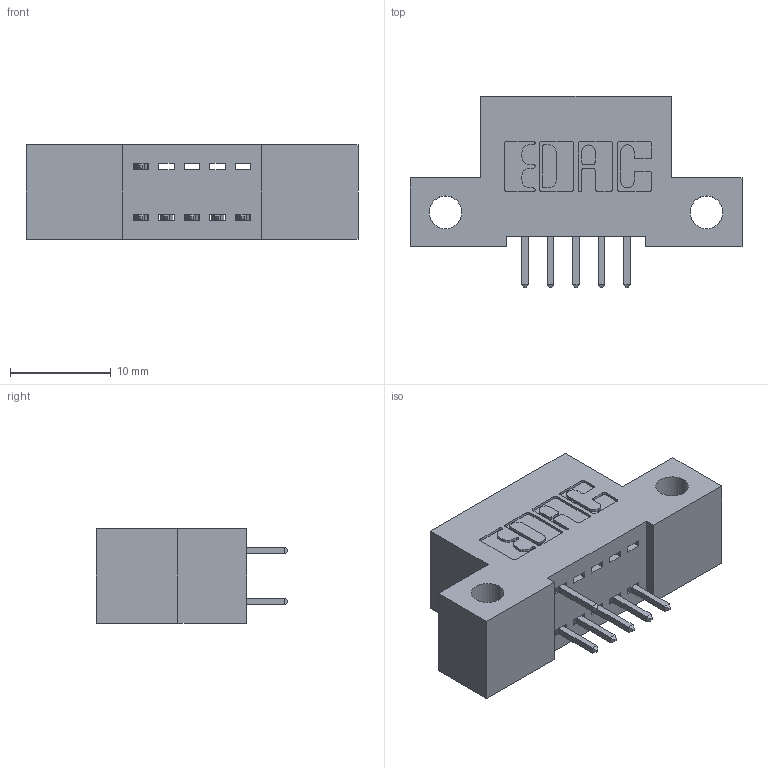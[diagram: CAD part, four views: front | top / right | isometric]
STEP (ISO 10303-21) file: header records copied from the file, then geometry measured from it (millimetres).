
FILE_DESCRIPTION (( 'STEP AP203' ), '1' );
FILE_NAME ('342-010-521-212.STEP', '2018-08-10T13:19:35', ( '' ), ( '' ), 'SwSTEP 2.0', 'SolidWorks 2016', '' );
FILE_SCHEMA (( 'CONFIG_CONTROL_DESIGN' ));
Length unit declared in the file: inch
Products named in the file (3): 342 Part_Side Mount; 345-292-001_345-293-121; 342-010-521-212
Assembly tree (7 placements, depth 2):
  342-010-521-212
    342 Part_Side Mount
    345-292-001_345-293-121  x6
Bounding box: 33.02 x 19.06 x 9.4 mm (x, y, z)
Volume: 2679.3 mm3; surface area: 3074.3 mm2
Topology: 7 solids, 7 shells, 446 faces, 1313 edges, 866 vertices
Faces by surface type: plane 306, cylinder 140
Entity records: 7763 total; most frequent: CARTESIAN_POINT 1346, ORIENTED_EDGE 1286, DIRECTION 1211, EDGE_CURVE 643, VECTOR 515, LINE 515, VERTEX_POINT 426, AXIS2_PLACEMENT_3D 348
